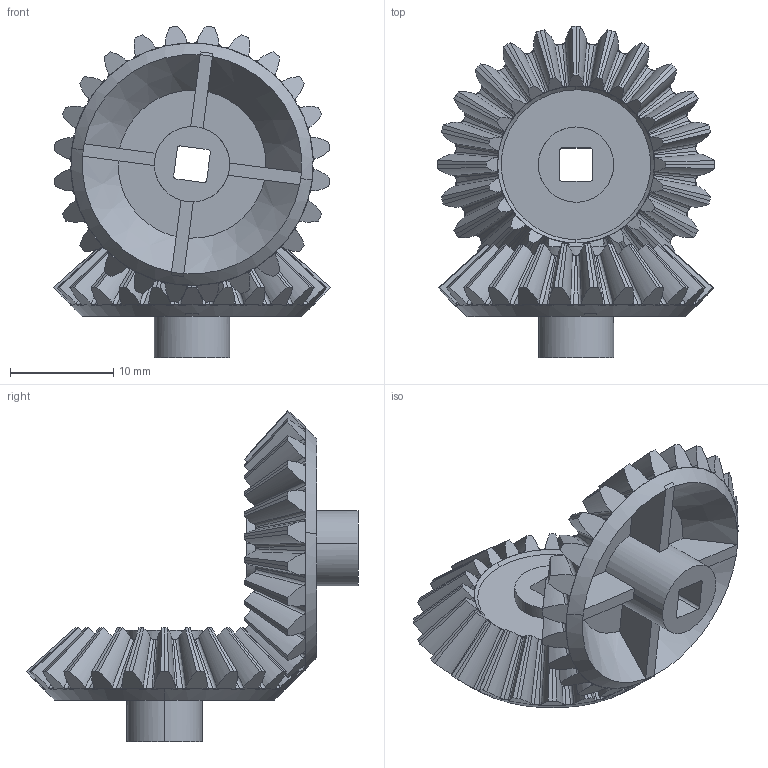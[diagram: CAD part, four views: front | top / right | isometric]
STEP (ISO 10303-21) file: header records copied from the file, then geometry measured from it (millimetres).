
FILE_DESCRIPTION (( 'STEP AP203' ), '1' );
FILE_NAME ('Bevel-Assy.STEP', '2007-05-10T16:38:21', ( 'Innovation First, Inc.' ), ( 'Innovation First, Inc.' ), 'SwSTEP 2.0', 'SolidWorks 2006052', '' );
FILE_SCHEMA (( 'CONFIG_CONTROL_DESIGN' ));
Length unit declared in the file: inch
Products named in the file (2): Bevel-Assy; Bevel-Gear
Assembly tree (2 placements, depth 2):
  Bevel-Assy
    Bevel-Gear  x2
Bounding box: 26.9 x 32.21 x 32.15 mm (x, y, z)
Volume: 3199.6 mm3; surface area: 5744.8 mm2
Topology: 50 solids, 50 shells, 574 faces, 1412 edges, 940 vertices
Faces by surface type: bspline 384, plane 154, cone 20, cylinder 16
Entity records: 15478 total; most frequent: CARTESIAN_POINT 9928, ORIENTED_EDGE 1412, EDGE_CURVE 706, DIRECTION 472, VERTEX_POINT 470, B_SPLINE_CURVE_WITH_KNOTS 444, EDGE_LOOP 290, ADVANCED_FACE 287
